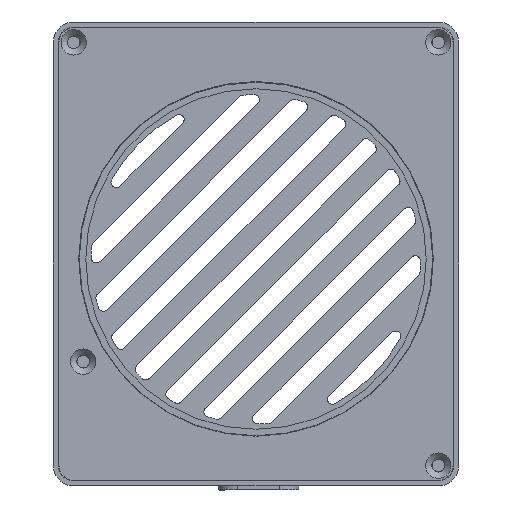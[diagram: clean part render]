
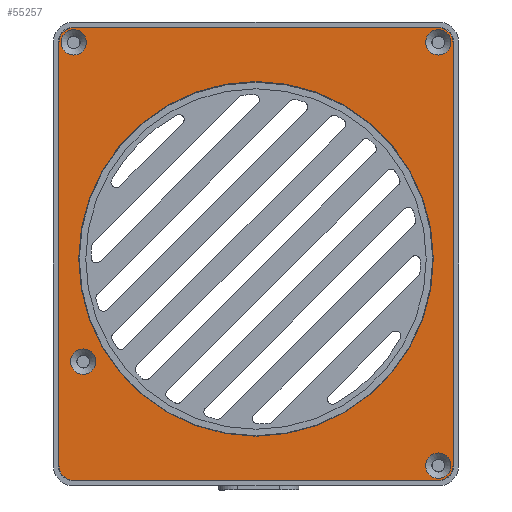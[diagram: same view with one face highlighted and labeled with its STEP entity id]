
A CAD part, front view. The second image highlights one B-rep face of the part: STEP entity #55257.
In plain terms, the highlighted planar face has unit normal (0, -1, 0).
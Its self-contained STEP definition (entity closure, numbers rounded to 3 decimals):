
#4284=FACE_BOUND('',#11846,.T.);
#4285=FACE_BOUND('',#11847,.T.);
#4286=FACE_BOUND('',#11848,.T.);
#4287=FACE_BOUND('',#11849,.T.);
#4288=FACE_BOUND('',#11850,.T.);
#4912=CIRCLE('',#58330,3.444);
#4913=CIRCLE('',#58332,3.444);
#4914=CIRCLE('',#58333,3.444);
#4915=CIRCLE('',#58334,3.444);
#4916=CIRCLE('',#58335,2.962);
#4917=CIRCLE('',#58336,41.345);
#4918=CIRCLE('',#58337,2.962);
#4919=CIRCLE('',#58338,2.962);
#4920=CIRCLE('',#58339,2.962);
#8664=FACE_OUTER_BOUND('',#11845,.T.);
#11845=EDGE_LOOP('',(#49780,#49781,#49782,#49783,#49784,#49785,#49786,#49787));
#11846=EDGE_LOOP('',(#49788));
#11847=EDGE_LOOP('',(#49789));
#11848=EDGE_LOOP('',(#49790));
#11849=EDGE_LOOP('',(#49791));
#11850=EDGE_LOOP('',(#49792));
#16473=LINE('',#95957,#21175);
#16474=LINE('',#95961,#21176);
#16475=LINE('',#95965,#21177);
#16476=LINE('',#95968,#21178);
#21175=VECTOR('',#67463,10.);
#21176=VECTOR('',#67466,10.);
#21177=VECTOR('',#67469,10.);
#21178=VECTOR('',#67472,10.);
#26455=VERTEX_POINT('',#95950);
#26456=VERTEX_POINT('',#95952);
#26457=VERTEX_POINT('',#95956);
#26458=VERTEX_POINT('',#95958);
#26459=VERTEX_POINT('',#95960);
#26460=VERTEX_POINT('',#95962);
#26461=VERTEX_POINT('',#95964);
#26462=VERTEX_POINT('',#95966);
#26463=VERTEX_POINT('',#95969);
#26464=VERTEX_POINT('',#95971);
#26465=VERTEX_POINT('',#95973);
#26466=VERTEX_POINT('',#95975);
#26467=VERTEX_POINT('',#95977);
#34304=EDGE_CURVE('',#26455,#26456,#4912,.T.);
#34306=EDGE_CURVE('',#26455,#26457,#16473,.F.);
#34307=EDGE_CURVE('',#26458,#26457,#4913,.T.);
#34308=EDGE_CURVE('',#26458,#26459,#16474,.F.);
#34309=EDGE_CURVE('',#26459,#26460,#4914,.F.);
#34310=EDGE_CURVE('',#26460,#26461,#16475,.F.);
#34311=EDGE_CURVE('',#26461,#26462,#4915,.F.);
#34312=EDGE_CURVE('',#26462,#26456,#16476,.F.);
#34313=EDGE_CURVE('',#26463,#26463,#4916,.T.);
#34314=EDGE_CURVE('',#26464,#26464,#4917,.F.);
#34315=EDGE_CURVE('',#26465,#26465,#4918,.T.);
#34316=EDGE_CURVE('',#26466,#26466,#4919,.T.);
#34317=EDGE_CURVE('',#26467,#26467,#4920,.T.);
#49780=ORIENTED_EDGE('',*,*,#34304,.F.);
#49781=ORIENTED_EDGE('',*,*,#34306,.T.);
#49782=ORIENTED_EDGE('',*,*,#34307,.F.);
#49783=ORIENTED_EDGE('',*,*,#34308,.T.);
#49784=ORIENTED_EDGE('',*,*,#34309,.T.);
#49785=ORIENTED_EDGE('',*,*,#34310,.T.);
#49786=ORIENTED_EDGE('',*,*,#34311,.T.);
#49787=ORIENTED_EDGE('',*,*,#34312,.T.);
#49788=ORIENTED_EDGE('',*,*,#34313,.F.);
#49789=ORIENTED_EDGE('',*,*,#34314,.T.);
#49790=ORIENTED_EDGE('',*,*,#34315,.F.);
#49791=ORIENTED_EDGE('',*,*,#34316,.F.);
#49792=ORIENTED_EDGE('',*,*,#34317,.F.);
#52378=PLANE('',#58331);
#55257=ADVANCED_FACE('',(#8664,#4284,#4285,#4286,#4287,#4288),#52378,.T.);
#58330=AXIS2_PLACEMENT_3D('',#95953,#67458,#67459);
#58331=AXIS2_PLACEMENT_3D('',#95955,#67461,#67462);
#58332=AXIS2_PLACEMENT_3D('',#95959,#67464,#67465);
#58333=AXIS2_PLACEMENT_3D('',#95963,#67467,#67468);
#58334=AXIS2_PLACEMENT_3D('',#95967,#67470,#67471);
#58335=AXIS2_PLACEMENT_3D('',#95970,#67473,#67474);
#58336=AXIS2_PLACEMENT_3D('',#95972,#67475,#67476);
#58337=AXIS2_PLACEMENT_3D('',#95974,#67477,#67478);
#58338=AXIS2_PLACEMENT_3D('',#95976,#67479,#67480);
#58339=AXIS2_PLACEMENT_3D('',#95978,#67481,#67482);
#67458=DIRECTION('center_axis',(0.,1.,0.));
#67459=DIRECTION('ref_axis',(0.707,0.,0.707));
#67461=DIRECTION('center_axis',(0.,-1.,0.));
#67462=DIRECTION('ref_axis',(1.,0.,0.));
#67463=DIRECTION('',(1.,0.,0.));
#67464=DIRECTION('center_axis',(0.,1.,0.));
#67465=DIRECTION('ref_axis',(-0.707,0.,0.707));
#67466=DIRECTION('',(0.,0.,1.));
#67467=DIRECTION('center_axis',(0.,1.,0.));
#67468=DIRECTION('ref_axis',(-1.,0.,0.));
#67469=DIRECTION('',(-1.,0.,0.));
#67470=DIRECTION('center_axis',(0.,1.,0.));
#67471=DIRECTION('ref_axis',(0.,0.,
-1.));
#67472=DIRECTION('',(0.,0.,-1.));
#67473=DIRECTION('center_axis',(0.,-1.,0.));
#67474=DIRECTION('ref_axis',(1.,0.,0.));
#67475=DIRECTION('center_axis',(0.,-1.,0.));
#67476=DIRECTION('ref_axis',(1.,0.,0.));
#67477=DIRECTION('center_axis',(0.,-1.,0.));
#67478=DIRECTION('ref_axis',(1.,0.,0.));
#67479=DIRECTION('center_axis',(0.,-1.,0.));
#67480=DIRECTION('ref_axis',(1.,0.,0.));
#67481=DIRECTION('center_axis',(0.,-1.,0.));
#67482=DIRECTION('ref_axis',(1.,0.,0.));
#95950=CARTESIAN_POINT('',(42.496,-3.646,51.193));
#95952=CARTESIAN_POINT('',(45.94,-3.646,47.749));
#95953=CARTESIAN_POINT('Origin',(42.496,-3.646,47.749));
#95955=CARTESIAN_POINT('Origin',(0.,-3.646,-1.46));
#95956=CARTESIAN_POINT('',(-42.496,-3.646,51.193));
#95957=CARTESIAN_POINT('',(21.248,-3.646,51.193));
#95958=CARTESIAN_POINT('',(-45.94,-3.646,47.749));
#95959=CARTESIAN_POINT('Origin',(-42.496,-3.646,47.749));
#95960=CARTESIAN_POINT('',(-45.94,-3.646,-50.948));
#95961=CARTESIAN_POINT('',(-45.94,-3.646,22.864));
#95962=CARTESIAN_POINT('',(-42.496,-3.646,-54.392));
#95963=CARTESIAN_POINT('Origin',(-42.496,-3.646,-50.948));
#95964=CARTESIAN_POINT('',(42.496,-3.646,-54.392));
#95965=CARTESIAN_POINT('',(-21.248,-3.646,-54.392));
#95966=CARTESIAN_POINT('',(45.94,-3.646,-50.948));
#95967=CARTESIAN_POINT('Origin',(42.496,-3.646,-50.948));
#95968=CARTESIAN_POINT('',(45.94,-3.646,-26.344));
#95969=CARTESIAN_POINT('',(-45.458,-3.646,47.749));
#95970=CARTESIAN_POINT('Origin',(-42.496,-3.646,47.749));
#95971=CARTESIAN_POINT('',(-41.345,-3.646,-2.736));
#95972=CARTESIAN_POINT('Origin',(0.,-3.646,-2.736));
#95973=CARTESIAN_POINT('',(39.534,-3.646,47.749));
#95974=CARTESIAN_POINT('Origin',(42.496,-3.646,47.749));
#95975=CARTESIAN_POINT('',(-43.258,-3.646,-26.689));
#95976=CARTESIAN_POINT('Origin',(-40.296,-3.646,-26.689));
#95977=CARTESIAN_POINT('',(39.534,-3.646,-50.948));
#95978=CARTESIAN_POINT('Origin',(42.496,-3.646,-50.948));
